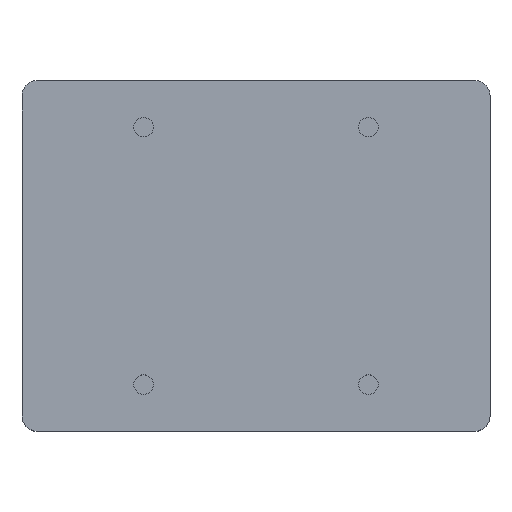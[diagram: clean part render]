
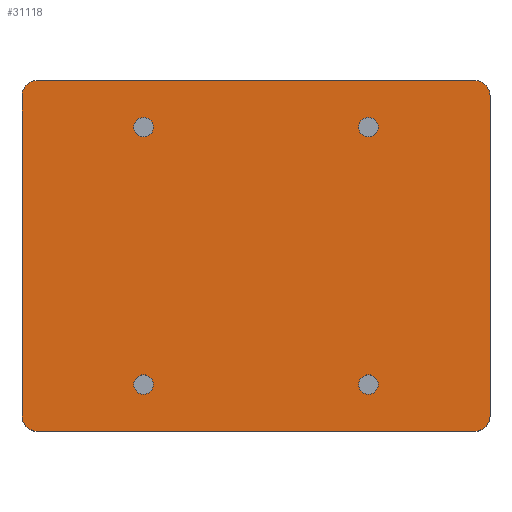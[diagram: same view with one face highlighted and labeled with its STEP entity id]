
A CAD part, top view. The second image highlights one B-rep face of the part: STEP entity #31118.
In plain terms, the highlighted planar face has unit normal (0, 0, 1).
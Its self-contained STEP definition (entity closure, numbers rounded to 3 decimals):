
#874=FACE_BOUND('',#4663,.T.);
#875=FACE_BOUND('',#4664,.T.);
#876=FACE_BOUND('',#4665,.T.);
#877=FACE_BOUND('',#4666,.T.);
#2953=FACE_OUTER_BOUND('',#4662,.T.);
#4662=EDGE_LOOP('',(#26690,#26691,#26692,#26693,#26694,#26695,#26696,#26697));
#4663=EDGE_LOOP('',(#26698));
#4664=EDGE_LOOP('',(#26699));
#4665=EDGE_LOOP('',(#26700));
#4666=EDGE_LOOP('',(#26701));
#5498=CIRCLE('',#34691,1.25);
#5499=CIRCLE('',#34693,1.25);
#5500=CIRCLE('',#34695,1.25);
#5501=CIRCLE('',#34697,1.25);
#5506=CIRCLE('',#34736,2.);
#5507=CIRCLE('',#34737,2.);
#5508=CIRCLE('',#34738,2.);
#5509=CIRCLE('',#34739,2.);
#8625=LINE('',#53194,#11780);
#8626=LINE('',#53198,#11781);
#8627=LINE('',#53202,#11782);
#8628=LINE('',#53206,#11783);
#11780=VECTOR('',#43070,10.);
#11781=VECTOR('',#43073,10.);
#11782=VECTOR('',#43076,10.);
#11783=VECTOR('',#43079,10.);
#14438=VERTEX_POINT('',#52984);
#14439=VERTEX_POINT('',#52988);
#14440=VERTEX_POINT('',#52992);
#14441=VERTEX_POINT('',#52996);
#14507=VERTEX_POINT('',#53192);
#14508=VERTEX_POINT('',#53193);
#14509=VERTEX_POINT('',#53195);
#14510=VERTEX_POINT('',#53197);
#14511=VERTEX_POINT('',#53199);
#14512=VERTEX_POINT('',#53201);
#14513=VERTEX_POINT('',#53203);
#14514=VERTEX_POINT('',#53205);
#18494=EDGE_CURVE('',#14438,#14438,#5498,.T.);
#18496=EDGE_CURVE('',#14439,#14439,#5499,.T.);
#18498=EDGE_CURVE('',#14440,#14440,#5500,.T.);
#18500=EDGE_CURVE('',#14441,#14441,#5501,.T.);
#18596=EDGE_CURVE('',#14507,#14508,#8625,.T.);
#18597=EDGE_CURVE('',#14509,#14508,#5506,.T.);
#18598=EDGE_CURVE('',#14509,#14510,#8626,.T.);
#18599=EDGE_CURVE('',#14511,#14510,#5507,.T.);
#18600=EDGE_CURVE('',#14511,#14512,#8627,.T.);
#18601=EDGE_CURVE('',#14513,#14512,#5508,.T.);
#18602=EDGE_CURVE('',#14513,#14514,#8628,.T.);
#18603=EDGE_CURVE('',#14507,#14514,#5509,.T.);
#26690=ORIENTED_EDGE('',*,*,#18596,.T.);
#26691=ORIENTED_EDGE('',*,*,#18597,.F.);
#26692=ORIENTED_EDGE('',*,*,#18598,.T.);
#26693=ORIENTED_EDGE('',*,*,#18599,.F.);
#26694=ORIENTED_EDGE('',*,*,#18600,.T.);
#26695=ORIENTED_EDGE('',*,*,#18601,.F.);
#26696=ORIENTED_EDGE('',*,*,#18602,.T.);
#26697=ORIENTED_EDGE('',*,*,#18603,.F.);
#26698=ORIENTED_EDGE('',*,*,#18496,.T.);
#26699=ORIENTED_EDGE('',*,*,#18500,.T.);
#26700=ORIENTED_EDGE('',*,*,#18498,.T.);
#26701=ORIENTED_EDGE('',*,*,#18494,.T.);
#27985=PLANE('',#34735);
#31118=ADVANCED_FACE('',(#2953,#874,#875,#876,#877),#27985,.T.);
#34691=AXIS2_PLACEMENT_3D('',#52985,#42886,#42887);
#34693=AXIS2_PLACEMENT_3D('',#52989,#42891,#42892);
#34695=AXIS2_PLACEMENT_3D('',#52993,#42896,#42897);
#34697=AXIS2_PLACEMENT_3D('',#52997,#42901,#42902);
#34735=AXIS2_PLACEMENT_3D('',#53191,#43068,#43069);
#34736=AXIS2_PLACEMENT_3D('',#53196,#43071,#43072);
#34737=AXIS2_PLACEMENT_3D('',#53200,#43074,#43075);
#34738=AXIS2_PLACEMENT_3D('',#53204,#43077,#43078);
#34739=AXIS2_PLACEMENT_3D('',#53207,#43080,#43081);
#42886=DIRECTION('center_axis',(0.,0.,-1.));
#42887=DIRECTION('ref_axis',(-1.,0.,0.));
#42891=DIRECTION('center_axis',(0.,0.,-1.));
#42892=DIRECTION('ref_axis',(-1.,0.,0.));
#42896=DIRECTION('center_axis',(0.,0.,-1.));
#42897=DIRECTION('ref_axis',(-1.,0.,0.));
#42901=DIRECTION('center_axis',(0.,0.,-1.));
#42902=DIRECTION('ref_axis',(-1.,0.,0.));
#43068=DIRECTION('center_axis',(0.,0.,1.));
#43069=DIRECTION('ref_axis',(1.,0.,0.));
#43070=DIRECTION('',(1.,0.,0.));
#43071=DIRECTION('center_axis',(0.,0.,-1.));
#43072=DIRECTION('ref_axis',(0.707,-0.707,0.));
#43073=DIRECTION('',(0.,1.,0.));
#43074=DIRECTION('center_axis',(0.,0.,-1.));
#43075=DIRECTION('ref_axis',(0.707,0.707,0.));
#43076=DIRECTION('',(-1.,0.,0.));
#43077=DIRECTION('center_axis',(0.,0.,-1.));
#43078=DIRECTION('ref_axis',(-0.707,0.707,0.));
#43079=DIRECTION('',(0.,-1.,0.));
#43080=DIRECTION('center_axis',(0.,0.,-1.));
#43081=DIRECTION('ref_axis',(-0.707,-0.707,0.));
#52984=CARTESIAN_POINT('',(15.665,-16.5,20.));
#52985=CARTESIAN_POINT('Origin',(14.415,-16.5,20.));
#52988=CARTESIAN_POINT('',(-13.165,16.5,20.));
#52989=CARTESIAN_POINT('Origin',(-14.415,16.5,20.));
#52992=CARTESIAN_POINT('',(-13.165,-16.5,20.));
#52993=CARTESIAN_POINT('Origin',(-14.415,-16.5,20.));
#52996=CARTESIAN_POINT('',(15.665,16.5,20.));
#52997=CARTESIAN_POINT('Origin',(14.415,16.5,20.));
#53191=CARTESIAN_POINT('Origin',(0.,0.,20.));
#53192=CARTESIAN_POINT('',(-28.,-22.5,20.));
#53193=CARTESIAN_POINT('',(28.,-22.5,20.));
#53194=CARTESIAN_POINT('',(30.,-22.5,20.));
#53195=CARTESIAN_POINT('',(30.,-20.5,20.));
#53196=CARTESIAN_POINT('Origin',(28.,-20.5,20.));
#53197=CARTESIAN_POINT('',(30.,20.5,20.));
#53198=CARTESIAN_POINT('',(30.,22.5,20.));
#53199=CARTESIAN_POINT('',(28.,22.5,20.));
#53200=CARTESIAN_POINT('Origin',(28.,20.5,20.));
#53201=CARTESIAN_POINT('',(-28.,22.5,20.));
#53202=CARTESIAN_POINT('',(-30.,22.5,20.));
#53203=CARTESIAN_POINT('',(-30.,20.5,20.));
#53204=CARTESIAN_POINT('Origin',(-28.,20.5,20.));
#53205=CARTESIAN_POINT('',(-30.,-20.5,20.));
#53206=CARTESIAN_POINT('',(-30.,-22.5,20.));
#53207=CARTESIAN_POINT('Origin',(-28.,-20.5,20.));
